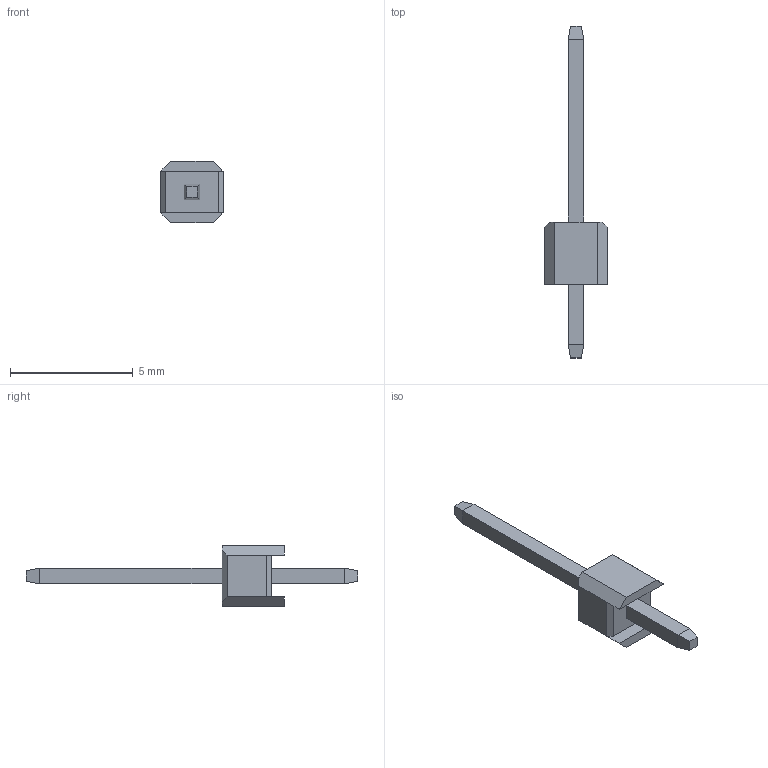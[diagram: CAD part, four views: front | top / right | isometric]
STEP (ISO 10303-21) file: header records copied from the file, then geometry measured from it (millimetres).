
FILE_DESCRIPTION(/* description */ ('STEP AP214'),/* implementation_level */ '2;1');
FILE_NAME(/* name */ '1x1 Male Pin Header.stp',/* time_stamp */ '2022-08-03T17:28:40-05:00',/* author */ ('Tecneu'),/* organization */ (''),/* preprocessor_version */ 'ST-DEVELOPER v18.1',/* originating_system */ 'Autodesk Inventor 2021',/* authorisation */ '');
FILE_SCHEMA (('AUTOMOTIVE_DESIGN { 1 0 10303 214 3 1 1 }'));
Length unit declared in the file: millimetre
Products named in the file (1): 1x1 Male Pin Header
Bounding box: 2.54 x 13.54 x 2.5 mm (x, y, z)
Volume: 17.4 mm3; surface area: 74.4 mm2
Topology: 2 solids, 2 shells, 46 faces, 112 edges, 70 vertices
Faces by surface type: plane 46
Entity records: 1366 total; most frequent: CARTESIAN_POINT 229, ORIENTED_EDGE 224, DIRECTION 206, LINE 112, VECTOR 112, EDGE_CURVE 112, VERTEX_POINT 70, EDGE_LOOP 48
